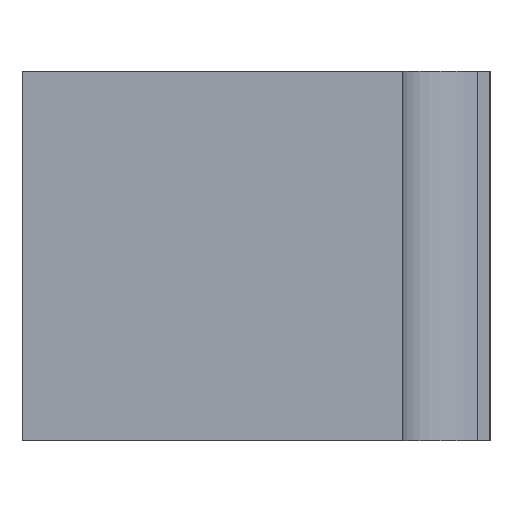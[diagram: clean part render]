
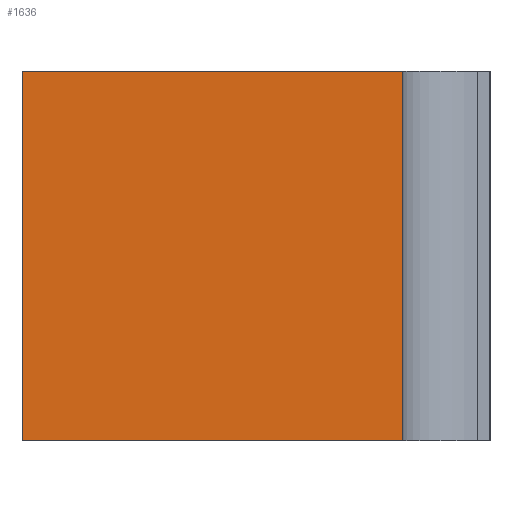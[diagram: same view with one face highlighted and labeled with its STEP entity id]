
A CAD part, left-side view. The second image highlights one B-rep face of the part: STEP entity #1636.
In plain terms, the highlighted planar face has unit normal (-1, 0, 0).
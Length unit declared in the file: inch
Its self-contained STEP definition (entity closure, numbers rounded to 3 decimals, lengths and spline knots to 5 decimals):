
#159=PLANE('',#1774);
#252=FACE_OUTER_BOUND('',#356,.T.);
#356=EDGE_LOOP('',(#1442,#1443,#1444,#1445));
#467=LINE('',#7231,#580);
#473=LINE('',#7247,#586);
#474=LINE('',#7249,#587);
#475=LINE('',#7250,#588);
#580=VECTOR('',#2104,0.3937);
#586=VECTOR('',#2118,0.3937);
#587=VECTOR('',#2119,0.3937);
#588=VECTOR('',#2120,0.3937);
#771=VERTEX_POINT('',#7228);
#772=VERTEX_POINT('',#7230);
#778=VERTEX_POINT('',#7246);
#779=VERTEX_POINT('',#7248);
#998=EDGE_CURVE('',#771,#772,#467,.T.);
#1006=EDGE_CURVE('',#778,#771,#473,.T.);
#1007=EDGE_CURVE('',#779,#778,#474,.T.);
#1008=EDGE_CURVE('',#772,#779,#475,.T.);
#1442=ORIENTED_EDGE('',*,*,#1006,.F.);
#1443=ORIENTED_EDGE('',*,*,#1007,.F.);
#1444=ORIENTED_EDGE('',*,*,#1008,.F.);
#1445=ORIENTED_EDGE('',*,*,#998,.F.);
#1636=ADVANCED_FACE('',(#252),#159,.T.);
#1774=AXIS2_PLACEMENT_3D('',#7245,#2116,#2117);
#2104=DIRECTION('',(0.,1.,0.));
#2116=DIRECTION('center_axis',(-1.,0.,0.));
#2117=DIRECTION('ref_axis',(0.,-1.,0.));
#2118=DIRECTION('',(0.,0.,-1.));
#2119=DIRECTION('',(0.,-1.,0.));
#2120=DIRECTION('',(0.,0.,1.));
#7228=CARTESIAN_POINT('',(-4.5,-0.77,-0.97));
#7230=CARTESIAN_POINT('',(-4.5,1.23,-0.97));
#7231=CARTESIAN_POINT('',(-4.5,-1.23,-0.97));
#7245=CARTESIAN_POINT('Origin',(-4.5,1.23,0.));
#7246=CARTESIAN_POINT('',(-4.5,-0.77,0.97));
#7247=CARTESIAN_POINT('',(-4.5,-0.77,0.));
#7248=CARTESIAN_POINT('',(-4.5,1.23,0.97));
#7249=CARTESIAN_POINT('',(-4.5,-1.23,0.97));
#7250=CARTESIAN_POINT('',(-4.5,1.23,0.));
